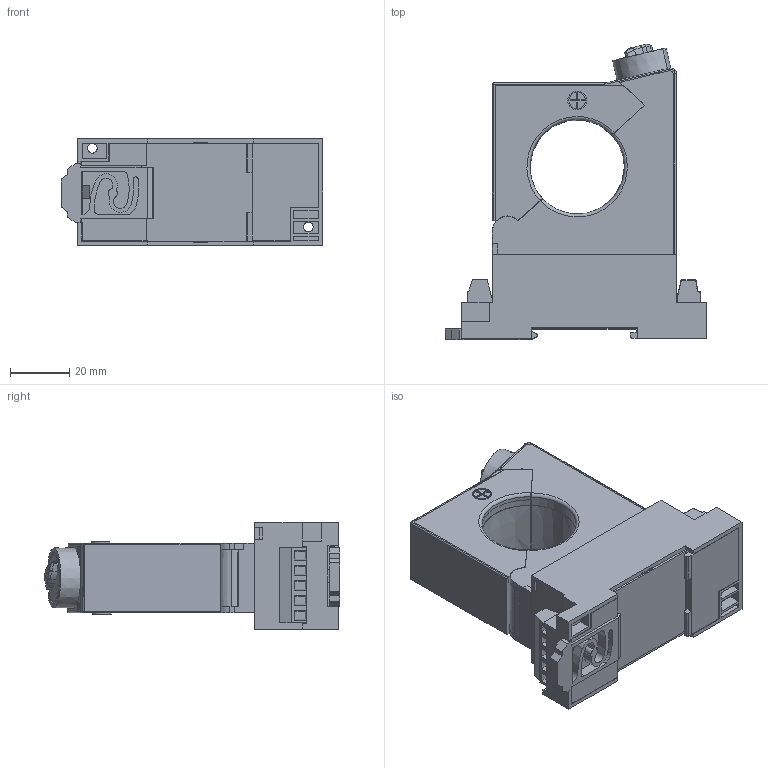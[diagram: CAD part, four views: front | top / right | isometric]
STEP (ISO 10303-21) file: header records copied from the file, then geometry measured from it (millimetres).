
FILE_DESCRIPTION (( 'STEP AP203' ), '1' );
FILE_NAME ('Transducer Split Core-2018.STEP', '2018-01-08T19:28:51', ( '' ), ( '' ), 'SwSTEP 2.0', 'SolidWorks 2018', '' );
FILE_SCHEMA (( 'CONFIG_CONTROL_DESIGN' ));
Length unit declared in the file: inch
Products named in the file (14): M002179-Housing, Upper Half, Split Core; M002178-Cover, Lower Half, Split Core; M001550-Cover, Trans Low Base - Bottom; M002180-Cover, Upper Half, Split Core; M001551 RevB - Clip, Trans Mounting - Din Rail_Reinforced; M002172-Slide, Release, Split Core; M001552 - Base, Trans Lower - Universal; M002173-Catch, Release, Split Core; M000713-Term-Block-PCB-5-4-3-Space; M002171-Knob, Release, Split Core; M002102 RevA - Terminal Block, 4-Position Plug; Transducer Split Core-2018; M001553-Cover, Trans Lowr Base Trimpot; M002177-Housing, Lower Half, Split Core
Assembly tree (13 placements, depth 2):
  Transducer Split Core-2018
    M001550-Cover, Trans Low Base - Bottom
    M001551 RevB - Clip, Trans Mounting - Din Rail_Reinforced
    M001552 - Base, Trans Lower - Universal
    M000713-Term-Block-PCB-5-4-3-Space
    M002102 RevA - Terminal Block, 4-Position Plug
    M001553-Cover, Trans Lowr Base Trimpot
    M002177-Housing, Lower Half, Split Core
    M002179-Housing, Upper Half, Split Core
    M002178-Cover, Lower Half, Split Core
    M002180-Cover, Upper Half, Split Core
    M002172-Slide, Release, Split Core
    M002173-Catch, Release, Split Core
    M002171-Knob, Release, Split Core
Bounding box: 88.59 x 99.8 x 36.09 mm (x, y, z)
Volume: 53436.6 mm3; surface area: 63057.4 mm2
Topology: 15 solids, 15 shells, 1067 faces, 2789 edges, 1786 vertices
Faces by surface type: plane 703, cylinder 204, cone 93, sphere 26, torus 23, bspline 18
Entity records: 34537 total; most frequent: CARTESIAN_POINT 7052, ORIENTED_EDGE 5542, DIRECTION 5217, EDGE_CURVE 2771, VECTOR 1859, LINE 1859, VERTEX_POINT 1786, AXIS2_PLACEMENT_3D 1679
